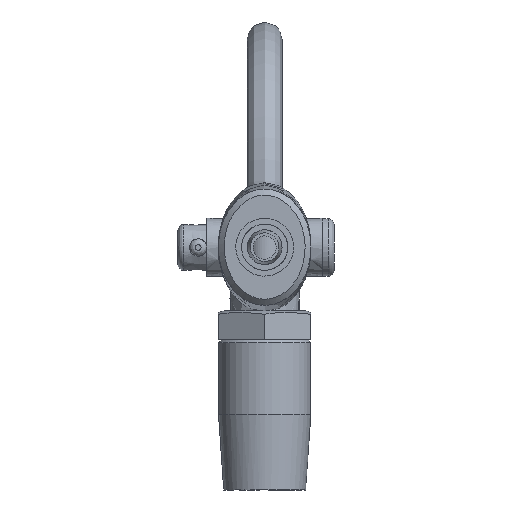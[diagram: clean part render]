
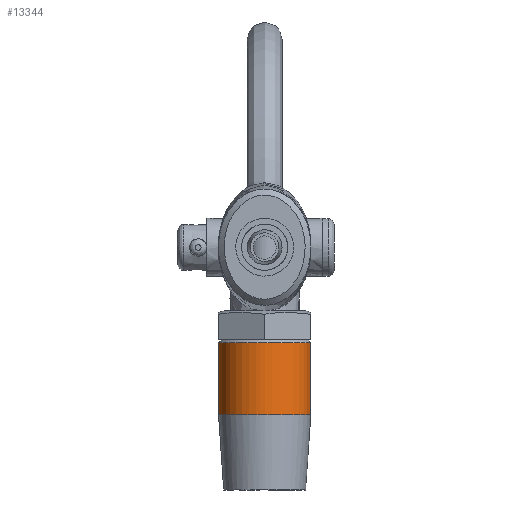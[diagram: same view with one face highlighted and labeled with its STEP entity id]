
A CAD part, left-side view. The second image highlights one B-rep face of the part: STEP entity #13344.
In plain terms, the highlighted free-form (B-spline) face has degree [2, 1] with [7, 2] control points.
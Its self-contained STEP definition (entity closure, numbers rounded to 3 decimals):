
#13344 = ADVANCED_FACE('',(#13345),#13377,.T.);
#13345 = FACE_BOUND('',#13346,.T.);
#13346 = EDGE_LOOP('',(#13347,#13359,#13366,#13376));
#13347 = ORIENTED_EDGE('',*,*,#13348,.T.);
#13348 = EDGE_CURVE('',#13349,#13349,#13351,.T.);
#13349 = VERTEX_POINT('',#13350);
#13350 = CARTESIAN_POINT('',(42.025,0.,
    -29.017));
#13351 = ( BOUNDED_CURVE() B_SPLINE_CURVE(2,(#13352,#13353,#13354,#13355
    ,#13356,#13357,#13358),.UNSPECIFIED.,.T.,.F.) 
B_SPLINE_CURVE_WITH_KNOTS((1,2,2,2,2,1),(-2.094,0.,
    2.094,4.189,6.283,8.378),
.UNSPECIFIED.) CURVE() GEOMETRIC_REPRESENTATION_ITEM() 
RATIONAL_B_SPLINE_CURVE((1.,0.5,1.,0.5,1.,0.5,1.)) REPRESENTATION_ITEM(
  '') );
#13352 = CARTESIAN_POINT('',(42.025,0.,
    -29.017));
#13353 = CARTESIAN_POINT('',(42.025,-13.865,
    -29.017));
#13354 = CARTESIAN_POINT('',(54.032,-6.932,
    -29.017));
#13355 = CARTESIAN_POINT('',(66.039,0.,
    -29.017));
#13356 = CARTESIAN_POINT('',(54.032,6.932,
    -29.017));
#13357 = CARTESIAN_POINT('',(42.025,13.865,
    -29.017));
#13358 = CARTESIAN_POINT('',(42.025,0.,
    -29.017));
#13359 = ORIENTED_EDGE('',*,*,#13360,.T.);
#13360 = EDGE_CURVE('',#13349,#13361,#13363,.T.);
#13361 = VERTEX_POINT('',#13362);
#13362 = CARTESIAN_POINT('',(42.025,0.,
    -16.51));
#13363 = B_SPLINE_CURVE_WITH_KNOTS('',1,(#13364,#13365),.UNSPECIFIED.,
  .F.,.F.,(2,2),(13.,25.5),.PIECEWISE_BEZIER_KNOTS.);
#13364 = CARTESIAN_POINT('',(42.025,0.,
    -29.017));
#13365 = CARTESIAN_POINT('',(42.025,0.,
    -16.51));
#13366 = ORIENTED_EDGE('',*,*,#13367,.F.);
#13367 = EDGE_CURVE('',#13361,#13361,#13368,.T.);
#13368 = ( BOUNDED_CURVE() B_SPLINE_CURVE(2,(#13369,#13370,#13371,#13372
    ,#13373,#13374,#13375),.UNSPECIFIED.,.T.,.F.) 
B_SPLINE_CURVE_WITH_KNOTS((1,2,2,2,2,1),(-2.094,0.,
    2.094,4.189,6.283,8.378),
.UNSPECIFIED.) CURVE() GEOMETRIC_REPRESENTATION_ITEM() 
RATIONAL_B_SPLINE_CURVE((1.,0.5,1.,0.5,1.,0.5,1.)) REPRESENTATION_ITEM(
  '') );
#13369 = CARTESIAN_POINT('',(42.025,0.,
    -16.51));
#13370 = CARTESIAN_POINT('',(42.025,-13.865,
    -16.51));
#13371 = CARTESIAN_POINT('',(54.032,-6.932,
    -16.51));
#13372 = CARTESIAN_POINT('',(66.039,0.,
    -16.51));
#13373 = CARTESIAN_POINT('',(54.032,6.932,
    -16.51));
#13374 = CARTESIAN_POINT('',(42.025,13.865,
    -16.51));
#13375 = CARTESIAN_POINT('',(42.025,0.,
    -16.51));
#13376 = ORIENTED_EDGE('',*,*,#13360,.F.);
#13377 = ( BOUNDED_SURFACE() B_SPLINE_SURFACE(2,1,(
    (#13378,#13379)
    ,(#13380,#13381)
    ,(#13382,#13383)
    ,(#13384,#13385)
    ,(#13386,#13387)
    ,(#13388,#13389)
    ,(#13390,#13391
)),.UNSPECIFIED.,.T.,.F.,.F.) B_SPLINE_SURFACE_WITH_KNOTS((1,2,2,2,2,1),
  (2,2),(-2.094,0.,2.094,4.189,6.283,
    8.378),(13.,25.5),.UNSPECIFIED.) 
GEOMETRIC_REPRESENTATION_ITEM() RATIONAL_B_SPLINE_SURFACE((
    (1.,1.)
    ,(0.5,0.5)
    ,(1.,1.)
    ,(0.5,0.5)
    ,(1.,1.)
    ,(0.5,0.5)
,(1.,1.))) REPRESENTATION_ITEM('') SURFACE() );
#13378 = CARTESIAN_POINT('',(42.025,0.,
    -29.017));
#13379 = CARTESIAN_POINT('',(42.025,0.,
    -16.51));
#13380 = CARTESIAN_POINT('',(42.025,-13.865,
    -29.017));
#13381 = CARTESIAN_POINT('',(42.025,-13.865,
    -16.51));
#13382 = CARTESIAN_POINT('',(54.032,-6.932,
    -29.017));
#13383 = CARTESIAN_POINT('',(54.032,-6.932,
    -16.51));
#13384 = CARTESIAN_POINT('',(66.039,0.,
    -29.017));
#13385 = CARTESIAN_POINT('',(66.039,0.,
    -16.51));
#13386 = CARTESIAN_POINT('',(54.032,6.932,
    -29.017));
#13387 = CARTESIAN_POINT('',(54.032,6.932,
    -16.51));
#13388 = CARTESIAN_POINT('',(42.025,13.865,
    -29.017));
#13389 = CARTESIAN_POINT('',(42.025,13.865,
    -16.51));
#13390 = CARTESIAN_POINT('',(42.025,0.,
    -29.017));
#13391 = CARTESIAN_POINT('',(42.025,0.,
    -16.51));
